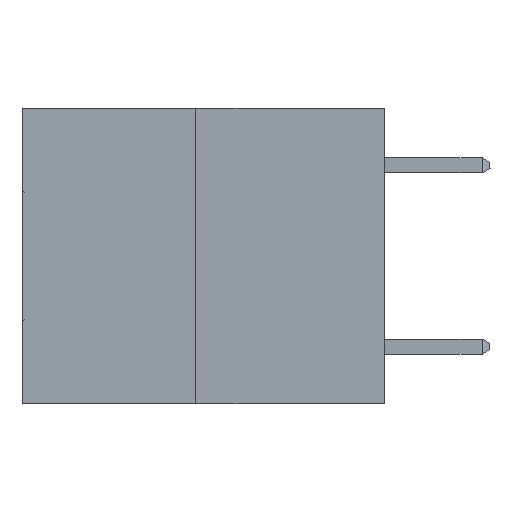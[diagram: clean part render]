
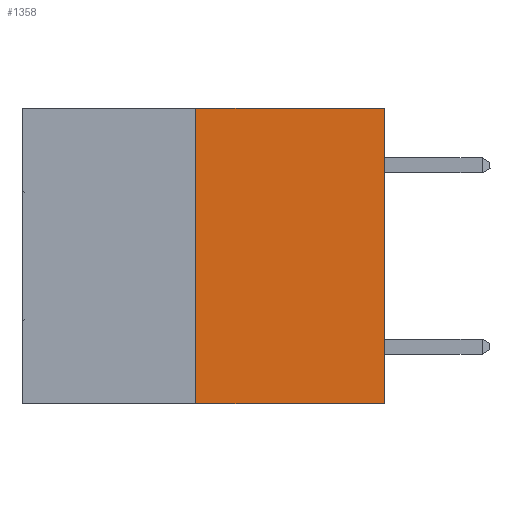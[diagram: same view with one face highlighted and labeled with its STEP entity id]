
A CAD part, left-side view. The second image highlights one B-rep face of the part: STEP entity #1358.
In plain terms, the highlighted planar face has unit normal (-1, 0, 0).
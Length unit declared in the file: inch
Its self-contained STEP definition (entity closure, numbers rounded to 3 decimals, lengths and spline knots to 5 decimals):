
#1089 = EDGE_CURVE ( 'NONE', #9427, #21641, #33684, .T. ) ;
#1358 = ADVANCED_FACE ( 'NONE', ( #32830 ), #9796, .F. ) ;
#4555 = DIRECTION ( 'NONE',  ( 0., -1., 0. ) ) ;
#4750 = CARTESIAN_POINT ( 'NONE',  ( 0., 0., 0. ) ) ;
#6234 = ORIENTED_EDGE ( 'NONE', *, *, #18551, .F. ) ;
#6913 = CARTESIAN_POINT ( 'NONE',  ( 0., 0., 0. ) ) ;
#8211 = CARTESIAN_POINT ( 'NONE',  ( 0., 0.312, -0.49 ) ) ;
#9427 = VERTEX_POINT ( 'NONE', #31090 ) ;
#9748 = DIRECTION ( 'NONE',  ( 0., 0., 1. ) ) ;
#9796 = PLANE ( 'NONE',  #24263 ) ;
#9852 = CARTESIAN_POINT ( 'NONE',  ( 0., 0.312, 0. ) ) ;
#10373 = DIRECTION ( 'NONE',  ( 0., 0., -1. ) ) ;
#10850 = LINE ( 'NONE', #11154, #23485 ) ;
#11154 = CARTESIAN_POINT ( 'NONE',  ( 0., 0.6, 0. ) ) ;
#11206 = EDGE_CURVE ( 'NONE', #30585, #14576, #21499, .T. ) ;
#13785 = DIRECTION ( 'NONE',  ( 0., -1., 0. ) ) ;
#14576 = VERTEX_POINT ( 'NONE', #9852 ) ;
#17540 = EDGE_LOOP ( 'NONE', ( #21604, #22949, #23172, #6234 ) ) ;
#18551 = EDGE_CURVE ( 'NONE', #14576, #21641, #10850, .T. ) ;
#20656 = VECTOR ( 'NONE', #24290, 39.37008 ) ;
#21499 = LINE ( 'NONE', #8211, #20656 ) ;
#21604 = ORIENTED_EDGE ( 'NONE', *, *, #11206, .F. ) ;
#21641 = VERTEX_POINT ( 'NONE', #4750 ) ;
#22949 = ORIENTED_EDGE ( 'NONE', *, *, #24246, .T. ) ;
#23172 = ORIENTED_EDGE ( 'NONE', *, *, #1089, .T. ) ;
#23485 = VECTOR ( 'NONE', #13785, 39.37008 ) ;
#23743 = LINE ( 'NONE', #33404, #26648 ) ;
#24246 = EDGE_CURVE ( 'NONE', #30585, #9427, #23743, .T. ) ;
#24263 = AXIS2_PLACEMENT_3D ( 'NONE', #30702, #28078, #10373 ) ;
#24290 = DIRECTION ( 'NONE',  ( 0., 0., 1. ) ) ;
#26648 = VECTOR ( 'NONE', #4555, 39.37008 ) ;
#28078 = DIRECTION ( 'NONE',  ( 1., 0., 0. ) ) ;
#30355 = VECTOR ( 'NONE', #9748, 39.37008 ) ;
#30585 = VERTEX_POINT ( 'NONE', #30898 ) ;
#30702 = CARTESIAN_POINT ( 'NONE',  ( 0., 0.6, 0. ) ) ;
#30898 = CARTESIAN_POINT ( 'NONE',  ( 0., 0.312, -0.49 ) ) ;
#31090 = CARTESIAN_POINT ( 'NONE',  ( 0., 0., -0.49 ) ) ;
#32830 = FACE_OUTER_BOUND ( 'NONE', #17540, .T. ) ;
#33404 = CARTESIAN_POINT ( 'NONE',  ( 0., 0.6, -0.49 ) ) ;
#33684 = LINE ( 'NONE', #6913, #30355 ) ;
